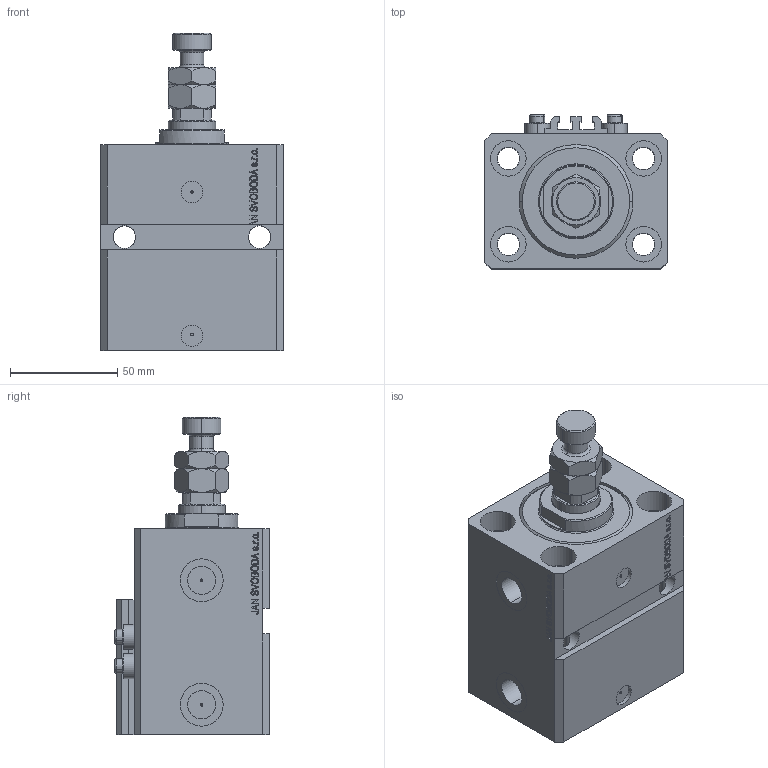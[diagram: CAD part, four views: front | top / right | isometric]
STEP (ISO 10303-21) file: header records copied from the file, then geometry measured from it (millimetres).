
FILE_DESCRIPTION (( 'STEP AP203' ), '1' );
FILE_NAME ('2fda.STEP', '2023-10-07T13:20:07', ( '' ), ( '' ), 'SwSTEP 2.0', 'SolidWorks 2019', '' );
FILE_SCHEMA (( 'CONFIG_CONTROL_DESIGN' ));
Length unit declared in the file: millimetre
Products named in the file (6): V250CE_C_VCP 520f06dd5e6674b645bd3fa648b5ee5b; V250CE_E_Body 520f06dd5e6674b645bd3fa648b5ee5b; ALLEN BOLT V250CE 520f06dd5e6674b645bd3fa648b5ee5b; MFA 520f06dd5e6674b645bd3fa648b5ee5b; 2fda; V250CE_VC_E 520f06dd5e6674b645bd3fa648b5ee5b
Assembly tree (8 placements, depth 2):
  2fda
    V250CE_E_Body 520f06dd5e6674b645bd3fa648b5ee5b
    ALLEN BOLT V250CE 520f06dd5e6674b645bd3fa648b5ee5b  x4
    V250CE_C_VCP 520f06dd5e6674b645bd3fa648b5ee5b
    V250CE_VC_E 520f06dd5e6674b645bd3fa648b5ee5b
    MFA 520f06dd5e6674b645bd3fa648b5ee5b
Bounding box: 85 x 72 x 148 mm (x, y, z)
Volume: 460661.9 mm3; surface area: 101166.6 mm2
Topology: 9 solids, 9 shells, 1139 faces, 2831 edges, 1827 vertices
Faces by surface type: plane 551, bspline 356, cylinder 130, cone 84, torus 18
Entity records: 49248 total; most frequent: CARTESIAN_POINT 25431, ORIENTED_EDGE 5352, DIRECTION 3574, EDGE_CURVE 2676, VERTEX_POINT 1743, LINE 1602, VECTOR 1602, EDGE_LOOP 1199
